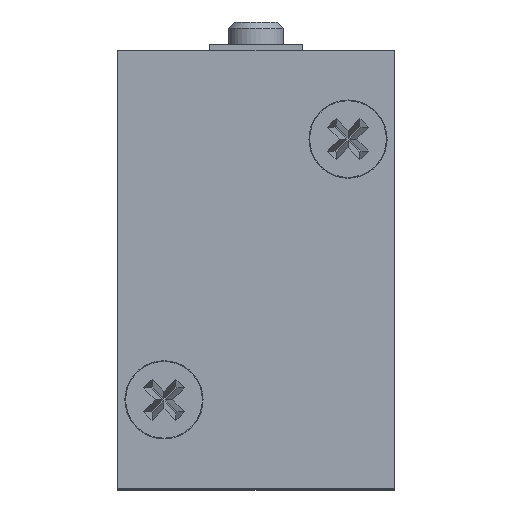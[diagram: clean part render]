
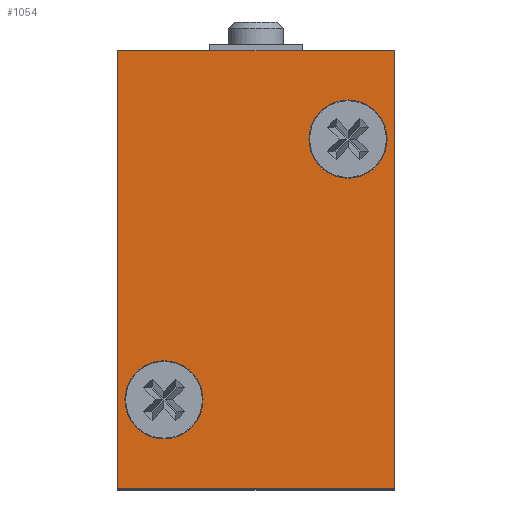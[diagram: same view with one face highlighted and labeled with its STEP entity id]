
A CAD part, top view. The second image highlights one B-rep face of the part: STEP entity #1054.
In plain terms, the highlighted face is planar.
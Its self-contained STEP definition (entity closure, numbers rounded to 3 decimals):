
#611 = CARTESIAN_POINT ( 'NONE',  ( -2.5, -5.75, 8.55 ) ) ;
#628 = CARTESIAN_POINT ( 'NONE',  ( -2.5, 0., 9. ) ) ;
#634 = CARTESIAN_POINT ( 'NONE',  ( -2.5, -28.5, -9. ) ) ;
#647 = CARTESIAN_POINT ( 'NONE',  ( -2.5, 0., -9. ) ) ;
#649 = CARTESIAN_POINT ( 'NONE',  ( -2.5, -22.75, -8.55 ) ) ;
#652 = CARTESIAN_POINT ( 'NONE',  ( -2.5, -28.5, 9. ) ) ;
#657 = CARTESIAN_POINT ( 'NONE',  ( -2.5, -22.75, -3.45 ) ) ;
#663 = CARTESIAN_POINT ( 'NONE',  ( -2.5, -5.75, 3.45 ) ) ;
#1054 = ADVANCED_FACE ( 'NONE', ( #1572, #1573, #1574 ), #7023, .T. ) ;
#1572 = FACE_BOUND ( 'NONE', #9027, .T. ) ;
#1573 = FACE_BOUND ( 'NONE', #9032, .T. ) ;
#1574 = FACE_OUTER_BOUND ( 'NONE', #9029, .T. ) ;
#3960 = AXIS2_PLACEMENT_3D ( 'NONE', #4651, #4652, #4653 ) ;
#3962 = AXIS2_PLACEMENT_3D ( 'NONE', #4661, #4662, #4663 ) ;
#4603 = CARTESIAN_POINT ( 'NONE',  ( -2.5, -28.5, 9. ) ) ;
#4604 = DIRECTION ( 'NONE',  ( 0., 0., 1. ) ) ;
#4605 = CARTESIAN_POINT ( 'NONE',  ( -2.5, -28.5, -9. ) ) ;
#4606 = DIRECTION ( 'NONE',  ( 0., 1., 0. ) ) ;
#4607 = CARTESIAN_POINT ( 'NONE',  ( -2.5, 0., 9. ) ) ;
#4608 = DIRECTION ( 'NONE',  ( 0., 0., 1. ) ) ;
#4609 = CARTESIAN_POINT ( 'NONE',  ( -2.5, -5.75, 6. ) ) ;
#4610 = DIRECTION ( 'NONE',  ( -1., 0., 0. ) ) ;
#4611 = DIRECTION ( 'NONE',  ( 0., 0., 1. ) ) ;
#4612 = CARTESIAN_POINT ( 'NONE',  ( -2.5, -22.75, -6. ) ) ;
#4613 = DIRECTION ( 'NONE',  ( -1., 0., 0. ) ) ;
#4614 = DIRECTION ( 'NONE',  ( 0., 0., 1. ) ) ;
#4617 = CARTESIAN_POINT ( 'NONE',  ( -2.5, -28.5, 9. ) ) ;
#4618 = DIRECTION ( 'NONE',  ( 0., 1., 0. ) ) ;
#4651 = CARTESIAN_POINT ( 'NONE',  ( -2.5, -5.75, 6. ) ) ;
#4652 = DIRECTION ( 'NONE',  ( -1., 0., 0. ) ) ;
#4653 = DIRECTION ( 'NONE',  ( 0., 0., 1. ) ) ;
#4661 = CARTESIAN_POINT ( 'NONE',  ( -2.5, -22.75, -6. ) ) ;
#4662 = DIRECTION ( 'NONE',  ( -1., 0., 0. ) ) ;
#4663 = DIRECTION ( 'NONE',  ( 0., 0., 1. ) ) ;
#5757 = LINE ( 'NONE', #4603, #5758 ) ;
#5758 = VECTOR ( 'NONE', #4604, 1000. ) ;
#5759 = LINE ( 'NONE', #4605, #5760 ) ;
#5760 = VECTOR ( 'NONE', #4606, 1000. ) ;
#5761 = LINE ( 'NONE', #4607, #5762 ) ;
#5762 = VECTOR ( 'NONE', #4608, 1000. ) ;
#5763 = CIRCLE ( 'NONE', #6637, 2.55 ) ;
#5765 = CIRCLE ( 'NONE', #6638, 2.55 ) ;
#5767 = LINE ( 'NONE', #4617, #5768 ) ;
#5768 = VECTOR ( 'NONE', #4618, 1000. ) ;
#5794 = CIRCLE ( 'NONE', #3960, 2.55 ) ;
#5800 = CIRCLE ( 'NONE', #3962, 2.55 ) ;
#6576 = AXIS2_PLACEMENT_3D ( 'NONE', #7024, #7025, #7026 ) ;
#6637 = AXIS2_PLACEMENT_3D ( 'NONE', #4609, #4610, #4611 ) ;
#6638 = AXIS2_PLACEMENT_3D ( 'NONE', #4612, #4613, #4614 ) ;
#7023 = PLANE ( 'NONE',  #6576 ) ;
#7024 = CARTESIAN_POINT ( 'NONE',  ( -2.5, -28.5, 9. ) ) ;
#7025 = DIRECTION ( 'NONE',  ( -1., 0., 0. ) ) ;
#7026 = DIRECTION ( 'NONE',  ( 0., 0., 1. ) ) ;
#7403 = ORIENTED_EDGE ( 'NONE', *, *, #8110, .F. ) ;
#7404 = ORIENTED_EDGE ( 'NONE', *, *, #8131, .F. ) ;
#7405 = ORIENTED_EDGE ( 'NONE', *, *, #8109, .F. ) ;
#7406 = ORIENTED_EDGE ( 'NONE', *, *, #8127, .F. ) ;
#7407 = ORIENTED_EDGE ( 'NONE', *, *, #8108, .F. ) ;
#7408 = ORIENTED_EDGE ( 'NONE', *, *, #8107, .F. ) ;
#7409 = ORIENTED_EDGE ( 'NONE', *, *, #8106, .T. ) ;
#7410 = ORIENTED_EDGE ( 'NONE', *, *, #8112, .T. ) ;
#8106 = EDGE_CURVE ( 'NONE', #9529, #9547, #5757, .T. ) ;
#8107 = EDGE_CURVE ( 'NONE', #9529, #9542, #5759, .T. ) ;
#8108 = EDGE_CURVE ( 'NONE', #9542, #9523, #5761, .T. ) ;
#8109 = EDGE_CURVE ( 'NONE', #9506, #9558, #5763, .T. ) ;
#8110 = EDGE_CURVE ( 'NONE', #9552, #9544, #5765, .T. ) ;
#8112 = EDGE_CURVE ( 'NONE', #9547, #9523, #5767, .T. ) ;
#8127 = EDGE_CURVE ( 'NONE', #9558, #9506, #5794, .T. ) ;
#8131 = EDGE_CURVE ( 'NONE', #9544, #9552, #5800, .T. ) ;
#9027 = EDGE_LOOP ( 'NONE', ( #7403, #7404 ) ) ;
#9029 = EDGE_LOOP ( 'NONE', ( #7407, #7408, #7409, #7410 ) ) ;
#9032 = EDGE_LOOP ( 'NONE', ( #7405, #7406 ) ) ;
#9506 = VERTEX_POINT ( 'NONE', #611 ) ;
#9523 = VERTEX_POINT ( 'NONE', #628 ) ;
#9529 = VERTEX_POINT ( 'NONE', #634 ) ;
#9542 = VERTEX_POINT ( 'NONE', #647 ) ;
#9544 = VERTEX_POINT ( 'NONE', #649 ) ;
#9547 = VERTEX_POINT ( 'NONE', #652 ) ;
#9552 = VERTEX_POINT ( 'NONE', #657 ) ;
#9558 = VERTEX_POINT ( 'NONE', #663 ) ;
